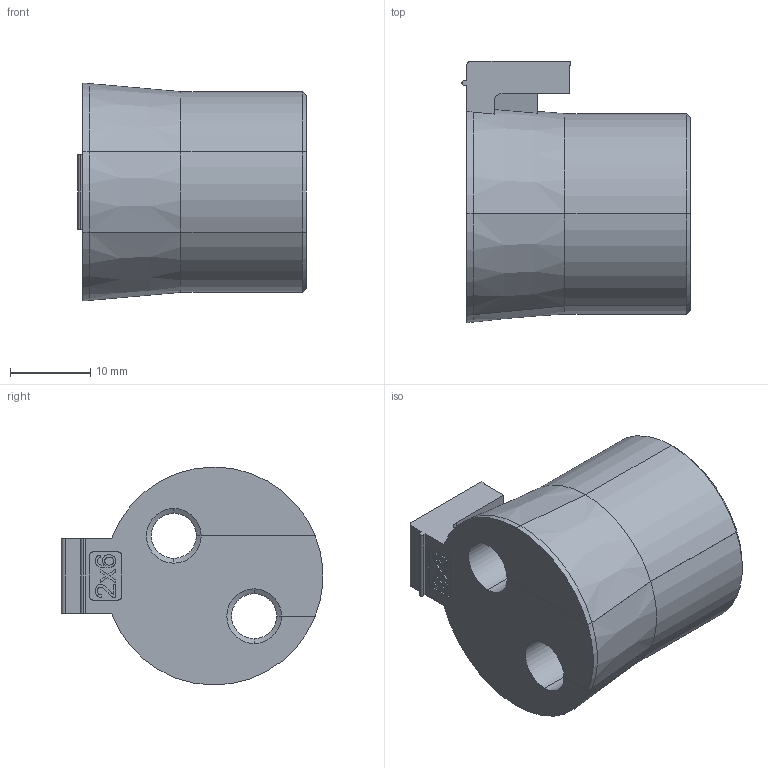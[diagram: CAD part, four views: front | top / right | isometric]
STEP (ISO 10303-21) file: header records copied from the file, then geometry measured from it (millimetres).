
FILE_DESCRIPTION (( 'STEP AP203' ), '1' );
FILE_NAME ('568414.step', '2019-11-21T17:31:10', ( '' ), ( '' ), 'SwSTEP 2.0', 'SolidWorks 2019', '' );
FILE_SCHEMA (( 'CONFIG_CONTROL_DESIGN' ));
Length unit declared in the file: inch
Products named in the file (1): 568414
Bounding box: 28.4 x 32.53 x 27.14 mm (x, y, z)
Volume: 12756.2 mm3; surface area: 5648 mm2
Topology: 1 solids, 1 shells, 130 faces, 348 edges, 225 vertices
Faces by surface type: plane 48, cylinder 32, bspline 26, cone 24
Entity records: 4278 total; most frequent: CARTESIAN_POINT 1111, ORIENTED_EDGE 696, DIRECTION 561, EDGE_CURVE 348, VERTEX_POINT 225, VECTOR 195, LINE 195, AXIS2_PLACEMENT_3D 183
